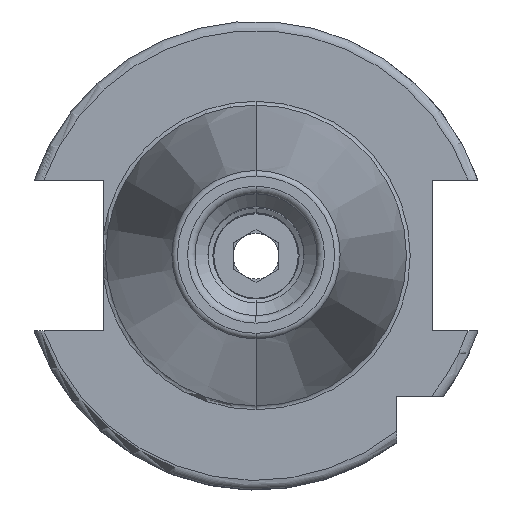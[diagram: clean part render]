
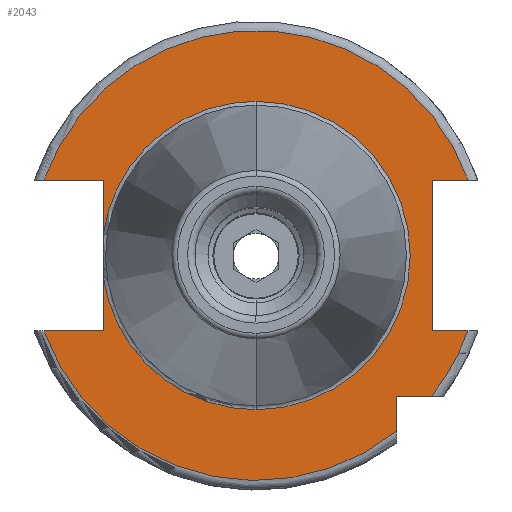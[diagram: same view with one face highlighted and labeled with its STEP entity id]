
A CAD part, top view. The second image highlights one B-rep face of the part: STEP entity #2043.
In plain terms, the highlighted planar face has unit normal (0, 0, 1).
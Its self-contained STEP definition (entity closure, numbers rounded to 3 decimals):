
#97=DIRECTION('',(1,0,0));
#98=VECTOR('',#97,6.31);
#99=CARTESIAN_POINT('',(-22.61,-8.05,15.9));
#100=LINE('',#99,#98);
#101=DIRECTION('',(0,1,0));
#102=VECTOR('',#101,5.834);
#103=CARTESIAN_POINT('',(-16.3,-8.05,15.9));
#104=LINE('',#103,#102);
#105=DIRECTION('',(0,1,0));
#106=VECTOR('',#105,5.834);
#107=CARTESIAN_POINT('',(-16.3,2.216,15.9));
#108=LINE('',#107,#106);
#109=DIRECTION('',(1,0,0));
#110=VECTOR('',#109,6.31);
#111=CARTESIAN_POINT('',(-22.61,8.05,15.9));
#112=LINE('',#111,#110);
#113=DIRECTION('',(-1,0,0));
#114=VECTOR('',#113,3.81);
#115=CARTESIAN_POINT('',(22.61,8.05,15.9));
#116=LINE('',#115,#114);
#117=DIRECTION('',(0,-1,0));
#118=VECTOR('',#117,16.1);
#119=CARTESIAN_POINT('',(18.8,8.05,15.9));
#120=LINE('',#119,#118);
#121=DIRECTION('',(-1,0,0));
#122=VECTOR('',#121,3.81);
#123=CARTESIAN_POINT('',(22.61,-8.05,15.9));
#124=LINE('',#123,#122);
#125=CARTESIAN_POINT('',(0,0,15.9));
#126=DIRECTION('',(0,0,1));
#127=DIRECTION('',(0.781,-0.625,0));
#128=AXIS2_PLACEMENT_3D('',#125,#126,#127);
#130=DIRECTION('',(-1,0,0));
#131=VECTOR('',#130,3.735);
#132=CARTESIAN_POINT('',(18.735,-15,15.9));
#133=LINE('',#132,#131);
#134=DIRECTION('',(0,1,0));
#135=VECTOR('',#134,3.735);
#136=CARTESIAN_POINT('',(15,-18.735,15.9));
#137=LINE('',#136,#135);
#149=CARTESIAN_POINT('',(0,0,15.9));
#150=DIRECTION('',(0,0,1));
#151=DIRECTION('',(0,1,0));
#152=AXIS2_PLACEMENT_3D('',#149,#150,#151);
#164=CARTESIAN_POINT('',(0,0,15.9));
#165=DIRECTION('',(0,0,1));
#166=DIRECTION('',(-0.991,-0.135,0));
#167=AXIS2_PLACEMENT_3D('',#164,#165,#166);
#169=CARTESIAN_POINT('',(0,0,15.9));
#170=DIRECTION('',(0,0,-1));
#171=DIRECTION('',(0,1,0));
#172=AXIS2_PLACEMENT_3D('',#169,#170,#171);
#1473=CARTESIAN_POINT('',(0,0,15.9));
#1474=DIRECTION('',(0,0,1));
#1475=DIRECTION('',(0.942,0.335,0));
#1476=AXIS2_PLACEMENT_3D('',#1473,#1474,#1475);
#1524=CARTESIAN_POINT('',(0,0,15.9));
#1525=DIRECTION('',(0,0,1));
#1526=DIRECTION('',(-0.942,-0.335,0));
#1527=AXIS2_PLACEMENT_3D('',#1524,#1525,#1526);
#1557=CARTESIAN_POINT('',(0,16.45,15.9));
#1559=VERTEX_POINT('',#1557);
#1579=CARTESIAN_POINT('',(0,-16.45,15.9));
#1581=VERTEX_POINT('',#1579);
#1683=CARTESIAN_POINT('',(-22.61,-8.05,15.9));
#1684=CARTESIAN_POINT('',(-16.3,-8.05,15.9));
#1685=VERTEX_POINT('',#1683);
#1686=VERTEX_POINT('',#1684);
#1687=CARTESIAN_POINT('',(-16.3,-2.216,15.9));
#1688=VERTEX_POINT('',#1687);
#1689=CARTESIAN_POINT('',(-16.3,2.216,15.9));
#1690=CARTESIAN_POINT('',(-16.3,8.05,15.9));
#1691=VERTEX_POINT('',#1689);
#1692=VERTEX_POINT('',#1690);
#1693=CARTESIAN_POINT('',(-22.61,8.05,15.9));
#1694=VERTEX_POINT('',#1693);
#1695=CARTESIAN_POINT('',(18.8,8.05,15.9));
#1696=CARTESIAN_POINT('',(18.8,-8.05,15.9));
#1697=VERTEX_POINT('',#1695);
#1698=VERTEX_POINT('',#1696);
#1699=CARTESIAN_POINT('',(22.61,-8.05,15.9));
#1700=VERTEX_POINT('',#1699);
#1701=CARTESIAN_POINT('',(22.61,8.05,15.9));
#1702=VERTEX_POINT('',#1701);
#1703=CARTESIAN_POINT('',(15,-18.735,15.9));
#1704=CARTESIAN_POINT('',(15,-15,15.9));
#1705=VERTEX_POINT('',#1703);
#1706=VERTEX_POINT('',#1704);
#1707=CARTESIAN_POINT('',(18.735,-15,15.9));
#1708=VERTEX_POINT('',#1707);
#2009=CARTESIAN_POINT('',(0,0,15.9));
#2010=DIRECTION('',(0,0,-1));
#2011=DIRECTION('',(0,-1,0));
#2012=AXIS2_PLACEMENT_3D('',#2009,#2010,#2011);
#2013=PLANE('',#2012);
#2014=ORIENTED_EDGE('',*,*,#1986,.T.);
#2015=ORIENTED_EDGE('',*,*,#1973,.T.);
#2017=ORIENTED_EDGE('',*,*,#2016,.T.);
#2019=ORIENTED_EDGE('',*,*,#2018,.F.);
#2021=ORIENTED_EDGE('',*,*,#2020,.T.);
#2022=ORIENTED_EDGE('',*,*,#1969,.T.);
#2024=ORIENTED_EDGE('',*,*,#2023,.F.);
#2026=ORIENTED_EDGE('',*,*,#2025,.F.);
#2028=ORIENTED_EDGE('',*,*,#2027,.T.);
#2030=ORIENTED_EDGE('',*,*,#2029,.T.);
#2032=ORIENTED_EDGE('',*,*,#2031,.F.);
#2034=ORIENTED_EDGE('',*,*,#2033,.F.);
#2036=ORIENTED_EDGE('',*,*,#2035,.T.);
#2038=ORIENTED_EDGE('',*,*,#2037,.F.);
#2040=ORIENTED_EDGE('',*,*,#2039,.F.);
#2041=EDGE_LOOP('',(#2014,#2015,#2017,#2019,#2021,#2022,#2024,#2026,#2028,#2030,
#2032,#2034,#2036,#2038,#2040));
#2042=FACE_OUTER_BOUND('',#2041,.F.);
#2043=ADVANCED_FACE('',(#2042),#2013,.F.);
#129=CIRCLE('',#128,24);
#153=CIRCLE('',#152,16.45);
#168=CIRCLE('',#167,16.45);
#173=CIRCLE('',#172,16.45);
#1477=CIRCLE('',#1476,24);
#1528=CIRCLE('',#1527,24);
#1969=EDGE_CURVE('',#1691,#1692,#108,.T.);
#1973=EDGE_CURVE('',#1686,#1688,#104,.T.);
#1986=EDGE_CURVE('',#1685,#1686,#100,.T.);
#2016=EDGE_CURVE('',#1688,#1581,#168,.T.);
#2018=EDGE_CURVE('',#1559,#1581,#173,.T.);
#2020=EDGE_CURVE('',#1559,#1691,#153,.T.);
#2023=EDGE_CURVE('',#1694,#1692,#112,.T.);
#2025=EDGE_CURVE('',#1702,#1694,#1477,.T.);
#2027=EDGE_CURVE('',#1702,#1697,#116,.T.);
#2029=EDGE_CURVE('',#1697,#1698,#120,.T.);
#2031=EDGE_CURVE('',#1700,#1698,#124,.T.);
#2033=EDGE_CURVE('',#1708,#1700,#129,.T.);
#2035=EDGE_CURVE('',#1708,#1706,#133,.T.);
#2037=EDGE_CURVE('',#1705,#1706,#137,.T.);
#2039=EDGE_CURVE('',#1685,#1705,#1528,.T.);
